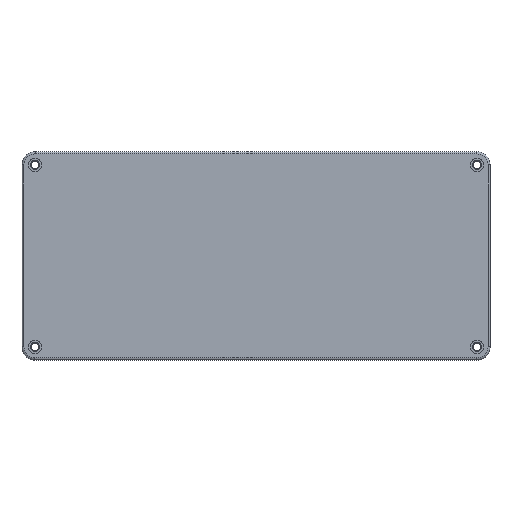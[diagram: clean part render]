
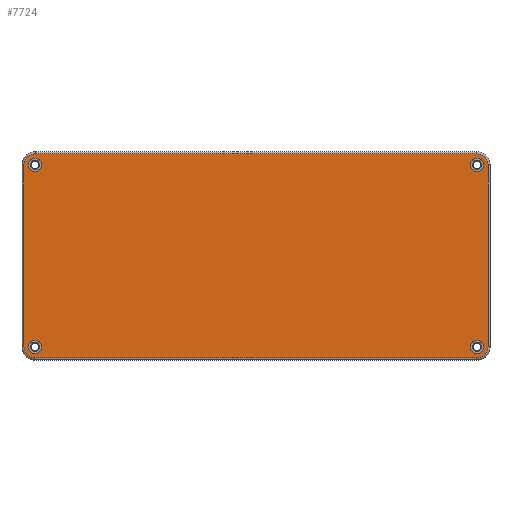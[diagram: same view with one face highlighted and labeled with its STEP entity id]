
A CAD part, top view. The second image highlights one B-rep face of the part: STEP entity #7724.
In plain terms, the highlighted planar face has unit normal (0, 0, 1).
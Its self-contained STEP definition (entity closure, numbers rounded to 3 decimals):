
#6265=CARTESIAN_POINT('',(170.,-70.,20.));
#6266=DIRECTION('',(0.,0.,1.));
#6267=DIRECTION('',(0.,-1.,0.));
#6268=AXIS2_PLACEMENT_3D('',#6265,#6266,#6267);
#6289=CARTESIAN_POINT('',(-170.,-70.,20.));
#6290=DIRECTION('',(0.,0.,-1.));
#6291=DIRECTION('',(-1.,0.,0.));
#6292=AXIS2_PLACEMENT_3D('',#6289,#6290,#6291);
#6297=CARTESIAN_POINT('',(-170.,-70.,20.));
#6298=DIRECTION('',(0.,0.,-1.));
#6299=DIRECTION('',(1.,0.,0.));
#6300=AXIS2_PLACEMENT_3D('',#6297,#6298,#6299);
#6305=CARTESIAN_POINT('',(-170.,70.,20.));
#6306=DIRECTION('',(0.,0.,-1.));
#6307=DIRECTION('',(-1.,0.,0.));
#6308=AXIS2_PLACEMENT_3D('',#6305,#6306,#6307);
#6313=CARTESIAN_POINT('',(-170.,70.,20.));
#6314=DIRECTION('',(0.,0.,-1.));
#6315=DIRECTION('',(1.,0.,0.));
#6316=AXIS2_PLACEMENT_3D('',#6313,#6314,#6315);
#6321=CARTESIAN_POINT('',(170.,70.,20.));
#6322=DIRECTION('',(0.,0.,-1.));
#6323=DIRECTION('',(-1.,0.,0.));
#6324=AXIS2_PLACEMENT_3D('',#6321,#6322,#6323);
#6329=CARTESIAN_POINT('',(170.,70.,20.));
#6330=DIRECTION('',(0.,0.,-1.));
#6331=DIRECTION('',(1.,0.,0.));
#6332=AXIS2_PLACEMENT_3D('',#6329,#6330,#6331);
#6337=CARTESIAN_POINT('',(170.,-70.,20.));
#6338=DIRECTION('',(0.,0.,-1.));
#6339=DIRECTION('',(-1.,0.,0.));
#6340=AXIS2_PLACEMENT_3D('',#6337,#6338,#6339);
#6345=CARTESIAN_POINT('',(170.,-70.,20.));
#6346=DIRECTION('',(0.,0.,-1.));
#6347=DIRECTION('',(1.,0.,0.));
#6348=AXIS2_PLACEMENT_3D('',#6345,#6346,#6347);
#6593=DIRECTION('',(1.,0.,0.));
#6594=VECTOR('',#6593,340.);
#6595=CARTESIAN_POINT('',(-170.,-78.5,20.));
#6596=LINE('',#6595,#6594);
#6629=CARTESIAN_POINT('',(-170.,-70.,20.));
#6630=DIRECTION('',(0.,0.,1.));
#6631=DIRECTION('',(-1.,0.,0.));
#6632=AXIS2_PLACEMENT_3D('',#6629,#6630,#6631);
#6653=DIRECTION('',(0.,-1.,0.));
#6654=VECTOR('',#6653,140.);
#6655=CARTESIAN_POINT('',(-178.5,70.,20.));
#6656=LINE('',#6655,#6654);
#6689=CARTESIAN_POINT('',(-170.,70.,20.));
#6690=DIRECTION('',(0.,0.,1.));
#6691=DIRECTION('',(0.,1.,0.));
#6692=AXIS2_PLACEMENT_3D('',#6689,#6690,#6691);
#6713=DIRECTION('',(-1.,0.,0.));
#6714=VECTOR('',#6713,340.);
#6715=CARTESIAN_POINT('',(170.,78.5,20.));
#6716=LINE('',#6715,#6714);
#6749=CARTESIAN_POINT('',(170.,70.,20.));
#6750=DIRECTION('',(0.,0.,1.));
#6751=DIRECTION('',(1.,0.,0.));
#6752=AXIS2_PLACEMENT_3D('',#6749,#6750,#6751);
#6773=DIRECTION('',(0.,1.,0.));
#6774=VECTOR('',#6773,140.);
#6775=CARTESIAN_POINT('',(178.5,-70.,20.));
#6776=LINE('',#6775,#6774);
#7438=CARTESIAN_POINT('',(-175.,-70.,20.));
#7439=CARTESIAN_POINT('',(-165.,-70.,20.));
#7440=VERTEX_POINT('',#7438);
#7441=VERTEX_POINT('',#7439);
#7446=CARTESIAN_POINT('',(-175.,70.,20.));
#7447=CARTESIAN_POINT('',(-165.,70.,20.));
#7448=VERTEX_POINT('',#7446);
#7449=VERTEX_POINT('',#7447);
#7454=CARTESIAN_POINT('',(165.,70.,20.));
#7455=CARTESIAN_POINT('',(175.,70.,20.));
#7456=VERTEX_POINT('',#7454);
#7457=VERTEX_POINT('',#7455);
#7462=CARTESIAN_POINT('',(165.,-70.,20.));
#7463=CARTESIAN_POINT('',(175.,-70.,20.));
#7464=VERTEX_POINT('',#7462);
#7465=VERTEX_POINT('',#7463);
#7498=CARTESIAN_POINT('',(170.,-78.5,20.));
#7499=CARTESIAN_POINT('',(178.5,-70.,20.));
#7500=VERTEX_POINT('',#7498);
#7501=VERTEX_POINT('',#7499);
#7506=CARTESIAN_POINT('',(178.5,70.,20.));
#7507=VERTEX_POINT('',#7506);
#7510=CARTESIAN_POINT('',(170.,78.5,20.));
#7511=VERTEX_POINT('',#7510);
#7514=CARTESIAN_POINT('',(-170.,78.5,20.));
#7515=VERTEX_POINT('',#7514);
#7518=CARTESIAN_POINT('',(-178.5,70.,20.));
#7519=VERTEX_POINT('',#7518);
#7522=CARTESIAN_POINT('',(-178.5,-70.,20.));
#7523=VERTEX_POINT('',#7522);
#7526=CARTESIAN_POINT('',(-170.,-78.5,20.));
#7527=VERTEX_POINT('',#7526);
#7678=CARTESIAN_POINT('',(0.,0.,20.));
#7679=DIRECTION('',(0.,0.,1.));
#7680=DIRECTION('',(-1.,0.,0.));
#7681=AXIS2_PLACEMENT_3D('',#7678,#7679,#7680);
#7682=PLANE('',#7681);
#7683=ORIENTED_EDGE('',*,*,#7668,.F.);
#7685=ORIENTED_EDGE('',*,*,#7684,.F.);
#7687=ORIENTED_EDGE('',*,*,#7686,.F.);
#7689=ORIENTED_EDGE('',*,*,#7688,.F.);
#7691=ORIENTED_EDGE('',*,*,#7690,.F.);
#7693=ORIENTED_EDGE('',*,*,#7692,.F.);
#7695=ORIENTED_EDGE('',*,*,#7694,.F.);
#7697=ORIENTED_EDGE('',*,*,#7696,.F.);
#7698=EDGE_LOOP('',(#7683,#7685,#7687,#7689,#7691,#7693,#7695,#7697));
#7699=FACE_OUTER_BOUND('',#7698,.F.);
#7701=ORIENTED_EDGE('',*,*,#7700,.F.);
#7703=ORIENTED_EDGE('',*,*,#7702,.F.);
#7704=EDGE_LOOP('',(#7701,#7703));
#7705=FACE_BOUND('',#7704,.F.);
#7707=ORIENTED_EDGE('',*,*,#7706,.F.);
#7709=ORIENTED_EDGE('',*,*,#7708,.F.);
#7710=EDGE_LOOP('',(#7707,#7709));
#7711=FACE_BOUND('',#7710,.F.);
#7713=ORIENTED_EDGE('',*,*,#7712,.F.);
#7715=ORIENTED_EDGE('',*,*,#7714,.F.);
#7716=EDGE_LOOP('',(#7713,#7715));
#7717=FACE_BOUND('',#7716,.F.);
#7719=ORIENTED_EDGE('',*,*,#7718,.F.);
#7721=ORIENTED_EDGE('',*,*,#7720,.F.);
#7722=EDGE_LOOP('',(#7719,#7721));
#7723=FACE_BOUND('',#7722,.F.);
#7724=ADVANCED_FACE('',(#7699,#7705,#7711,#7717,#7723),#7682,.T.);
#6269=CIRCLE('',#6268,8.5);
#6293=CIRCLE('',#6292,5.);
#6301=CIRCLE('',#6300,5.);
#6309=CIRCLE('',#6308,5.);
#6317=CIRCLE('',#6316,5.);
#6325=CIRCLE('',#6324,5.);
#6333=CIRCLE('',#6332,5.);
#6341=CIRCLE('',#6340,5.);
#6349=CIRCLE('',#6348,5.);
#6633=CIRCLE('',#6632,8.5);
#6693=CIRCLE('',#6692,8.5);
#6753=CIRCLE('',#6752,8.5);
#7668=EDGE_CURVE('',#7500,#7501,#6269,.T.);
#7684=EDGE_CURVE('',#7527,#7500,#6596,.T.);
#7686=EDGE_CURVE('',#7523,#7527,#6633,.T.);
#7688=EDGE_CURVE('',#7519,#7523,#6656,.T.);
#7690=EDGE_CURVE('',#7515,#7519,#6693,.T.);
#7692=EDGE_CURVE('',#7511,#7515,#6716,.T.);
#7694=EDGE_CURVE('',#7507,#7511,#6753,.T.);
#7696=EDGE_CURVE('',#7501,#7507,#6776,.T.);
#7700=EDGE_CURVE('',#7440,#7441,#6293,.T.);
#7702=EDGE_CURVE('',#7441,#7440,#6301,.T.);
#7706=EDGE_CURVE('',#7448,#7449,#6309,.T.);
#7708=EDGE_CURVE('',#7449,#7448,#6317,.T.);
#7712=EDGE_CURVE('',#7456,#7457,#6325,.T.);
#7714=EDGE_CURVE('',#7457,#7456,#6333,.T.);
#7718=EDGE_CURVE('',#7464,#7465,#6341,.T.);
#7720=EDGE_CURVE('',#7465,#7464,#6349,.T.);
